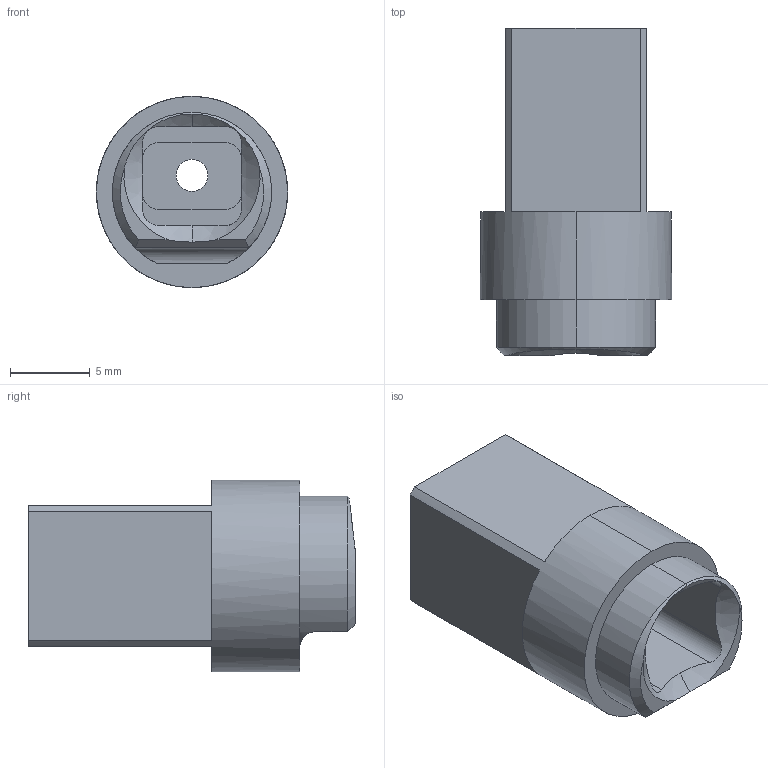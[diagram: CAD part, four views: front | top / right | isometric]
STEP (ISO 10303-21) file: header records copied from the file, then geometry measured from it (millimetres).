
FILE_DESCRIPTION (( 'STEP AP203' ), '1' );
FILE_NAME ('Szelepbetétkar_felsõ.STEP', '2020-05-31T16:28:20', ( '' ), ( '' ), 'SwSTEP 2.0', 'SolidWorks 2019', '' );
FILE_SCHEMA (( 'CONFIG_CONTROL_DESIGN' ));
Length unit declared in the file: millimetre
Products named in the file (1): Szelepbetétkar_felsõ
Bounding box: 12 x 20.5 x 12 mm (x, y, z)
Volume: 1286.5 mm3; surface area: 1257 mm2
Topology: 1 solids, 1 shells, 42 faces, 113 edges, 74 vertices
Faces by surface type: plane 23, cylinder 15, cone 2, sphere 2
Entity records: 1484 total; most frequent: CARTESIAN_POINT 322, DIRECTION 235, ORIENTED_EDGE 226, EDGE_CURVE 113, AXIS2_PLACEMENT_3D 89, VERTEX_POINT 74, VECTOR 57, LINE 57
